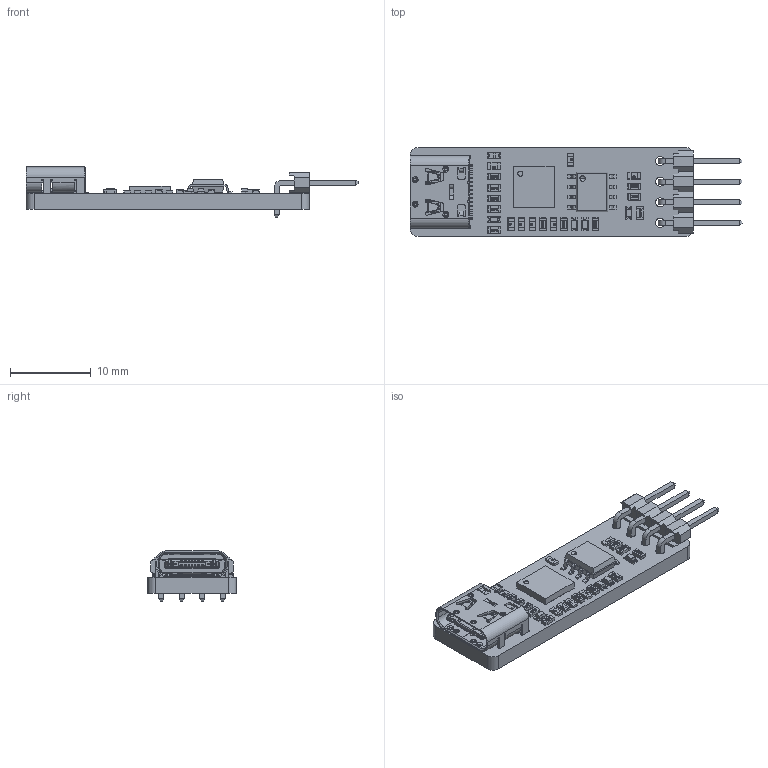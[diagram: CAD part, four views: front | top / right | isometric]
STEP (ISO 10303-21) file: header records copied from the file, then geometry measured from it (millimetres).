
FILE_DESCRIPTION(('Open CASCADE Model'),'2;1');
FILE_NAME('Open CASCADE Shape Model','2021-05-03T16:12:45',('Author'),( 'Open CASCADE'),'Open CASCADE STEP processor 6.8','Open CASCADE 6.8' ,'Unknown');
FILE_SCHEMA(('AUTOMOTIVE_DESIGN { 1 0 10303 214 1 1 1 1 }'));
Length unit declared in the file: millimetre
Products named in the file (61): PCB; Board; Open CASCADE STEP translator 6.8 1.1.1; X2; pls-4r-norm; PLS-R-pin; D1; User_Library-SOIC-8-1; X1; User_Library-USB_-_C; VD4; User_Library-LED_0603_G; User_Library-LED_0603_G_Pocket002; User_Library-LED_0603_G_Pad004; User_Library-LED_0603_G_Fillet; User_Library-LED_0603_G_Pocket001; User_Library-LED_0603_G_Pad; VD3; VD2; User_Library-LED_0603_B; User_Library-LED_0603_B_Pocket002; User_Library-LED_0603_B_Pad004; User_Library-LED_0603_B_Fillet; User_Library-LED_0603_B_Pocket001; User_Library-LED_0603_B_Pad; VD1; User_Library-LED_0603_Y; User_Library-LED_0603_Y_Pocket002; User_Library-LED_0603_Y_Pad004; User_Library-LED_0603_Y_Fillet; User_Library-LED_0603_Y_Pocket001; User_Library-LED_0603_Y_Pad; R11; chip_0603_r; R10; R9; R8; R7; R6; R5 ...
Assembly tree (107 placements, depth 5):
  PCB
    Board
      Open CASCADE STEP translator 6.8 1.1.1
    X2
      pls-4r-norm
        PLS-R-pin  x4
    D1
      User_Library-SOIC-8-1
    X1
      User_Library-USB_-_C
    VD4
      User_Library-LED_0603_G
        User_Library-LED_0603_G_Pocket002
        User_Library-LED_0603_G_Pad004
        User_Library-LED_0603_G_Fillet
        User_Library-LED_0603_G_Pocket001
        User_Library-LED_0603_G_Pad
    VD3
      User_Library-LED_0603_G
        User_Library-LED_0603_G_Pocket002
        User_Library-LED_0603_G_Pad004
        User_Library-LED_0603_G_Fillet
        User_Library-LED_0603_G_Pocket001
        User_Library-LED_0603_G_Pad
    VD2
      User_Library-LED_0603_B
        User_Library-LED_0603_B_Pocket002
        User_Library-LED_0603_B_Pad004
        User_Library-LED_0603_B_Fillet
        User_Library-LED_0603_B_Pocket001
        User_Library-LED_0603_B_Pad
    VD1
      User_Library-LED_0603_Y
        User_Library-LED_0603_Y_Pocket002
        User_Library-LED_0603_Y_Pad004
        User_Library-LED_0603_Y_Fillet
        User_Library-LED_0603_Y_Pocket001
        User_Library-LED_0603_Y_Pad
    R11
      chip_0603_r
    R10
      chip_0603_r
    R9
      chip_0603_r
    R8
      chip_0603_r
    R7
      chip_0603_r
    R6
      chip_0603_r
    R5
      chip_0603_r
    R4
      chip_0603_r
    R3
      chip_0603_r
    R2
      chip_0603_r
    R1
      chip_0603_r
Bounding box: 41.01 x 11 x 6.2 mm (x, y, z)
Volume: 991.8 mm3; surface area: 2052.7 mm2
Topology: 146 solids, 158 shells, 3799 faces, 9581 edges, 5996 vertices
Faces by surface type: plane 2002, bspline 888, cylinder 768, sphere 62, torus 54, cone 25
Full cylindrical faces by diameter (mm): 0.3 x5, 0.6 x2, 0.625 x1, 1.1 x4
Entity records: 69706 total; most frequent: CARTESIAN_POINT 18465, ORIENTED_EDGE 10135, DIRECTION 9217, EDGE_CURVE 5071, LINE 3739, VECTOR 3739, VERTEX_POINT 3286, AXIS2_PLACEMENT_3D 2739
